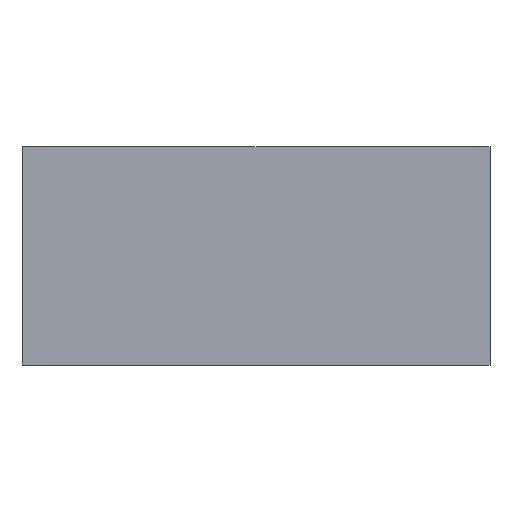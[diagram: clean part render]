
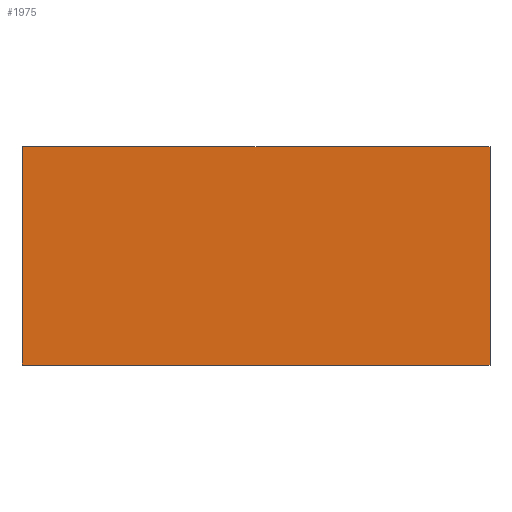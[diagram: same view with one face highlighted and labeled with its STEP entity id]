
A CAD part, top view. The second image highlights one B-rep face of the part: STEP entity #1975.
In plain terms, the highlighted planar face has unit normal (0, 0, 1).
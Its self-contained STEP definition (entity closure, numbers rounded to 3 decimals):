
#588 = PLANE('',#589);
#589 = AXIS2_PLACEMENT_3D('',#590,#591,#592);
#590 = CARTESIAN_POINT('',(750.,250.,-600.));
#591 = DIRECTION('',(1.,0.,0.));
#592 = DIRECTION('',(0.,0.,1.));
#949 = VERTEX_POINT('',#950);
#950 = CARTESIAN_POINT('',(750.,350.,25.));
#964 = PLANE('',#965);
#965 = AXIS2_PLACEMENT_3D('',#966,#967,#968);
#966 = CARTESIAN_POINT('',(-750.,350.,-700.));
#967 = DIRECTION('',(0.,1.,0.));
#968 = DIRECTION('',(0.,0.,1.));
#976 = EDGE_CURVE('',#977,#949,#979,.T.);
#977 = VERTEX_POINT('',#978);
#978 = CARTESIAN_POINT('',(750.,-350.,25.));
#979 = SURFACE_CURVE('',#980,(#984,#991),.PCURVE_S1.);
#980 = LINE('',#981,#982);
#981 = CARTESIAN_POINT('',(750.,-350.,25.));
#982 = VECTOR('',#983,1.);
#983 = DIRECTION('',(0.,1.,0.));
#984 = PCURVE('',#588,#985);
#985 = DEFINITIONAL_REPRESENTATION('',(#986),#990);
#986 = LINE('',#987,#988);
#987 = CARTESIAN_POINT('',(625.,600.));
#988 = VECTOR('',#989,1.);
#989 = DIRECTION('',(0.,-1.));
#990 = ( GEOMETRIC_REPRESENTATION_CONTEXT(2) 
PARAMETRIC_REPRESENTATION_CONTEXT() REPRESENTATION_CONTEXT('2D SPACE',''
  ) );
#991 = PCURVE('',#992,#997);
#992 = PLANE('',#993);
#993 = AXIS2_PLACEMENT_3D('',#994,#995,#996);
#994 = CARTESIAN_POINT('',(-750.,-350.,25.));
#995 = DIRECTION('',(0.,0.,1.));
#996 = DIRECTION('',(1.,0.,0.));
#997 = DEFINITIONAL_REPRESENTATION('',(#998),#1002);
#998 = LINE('',#999,#1000);
#999 = CARTESIAN_POINT('',(1500.,0.));
#1000 = VECTOR('',#1001,1.);
#1001 = DIRECTION('',(0.,1.));
#1002 = ( GEOMETRIC_REPRESENTATION_CONTEXT(2) 
PARAMETRIC_REPRESENTATION_CONTEXT() REPRESENTATION_CONTEXT('2D SPACE',''
  ) );
#1020 = PLANE('',#1021);
#1021 = AXIS2_PLACEMENT_3D('',#1022,#1023,#1024);
#1022 = CARTESIAN_POINT('',(-750.,-350.,-700.));
#1023 = DIRECTION('',(0.,1.,0.));
#1024 = DIRECTION('',(0.,0.,1.));
#1904 = VERTEX_POINT('',#1905);
#1905 = CARTESIAN_POINT('',(-750.,350.,25.));
#1919 = PLANE('',#1920);
#1920 = AXIS2_PLACEMENT_3D('',#1921,#1922,#1923);
#1921 = CARTESIAN_POINT('',(-750.,-350.,-700.));
#1922 = DIRECTION('',(1.,0.,0.));
#1923 = DIRECTION('',(0.,0.,1.));
#1931 = EDGE_CURVE('',#1904,#949,#1932,.T.);
#1932 = SURFACE_CURVE('',#1933,(#1937,#1944),.PCURVE_S1.);
#1933 = LINE('',#1934,#1935);
#1934 = CARTESIAN_POINT('',(-750.,350.,25.));
#1935 = VECTOR('',#1936,1.);
#1936 = DIRECTION('',(1.,0.,0.));
#1937 = PCURVE('',#964,#1938);
#1938 = DEFINITIONAL_REPRESENTATION('',(#1939),#1943);
#1939 = LINE('',#1940,#1941);
#1940 = CARTESIAN_POINT('',(725.,0.));
#1941 = VECTOR('',#1942,1.);
#1942 = DIRECTION('',(0.,1.));
#1943 = ( GEOMETRIC_REPRESENTATION_CONTEXT(2) 
PARAMETRIC_REPRESENTATION_CONTEXT() REPRESENTATION_CONTEXT('2D SPACE',''
  ) );
#1944 = PCURVE('',#992,#1945);
#1945 = DEFINITIONAL_REPRESENTATION('',(#1946),#1950);
#1946 = LINE('',#1947,#1948);
#1947 = CARTESIAN_POINT('',(0.,700.));
#1948 = VECTOR('',#1949,1.);
#1949 = DIRECTION('',(1.,0.));
#1950 = ( GEOMETRIC_REPRESENTATION_CONTEXT(2) 
PARAMETRIC_REPRESENTATION_CONTEXT() REPRESENTATION_CONTEXT('2D SPACE',''
  ) );
#1975 = ADVANCED_FACE('',(#1976),#992,.T.);
#1976 = FACE_BOUND('',#1977,.T.);
#1977 = EDGE_LOOP('',(#1978,#2001,#2022,#2023));
#1978 = ORIENTED_EDGE('',*,*,#1979,.F.);
#1979 = EDGE_CURVE('',#1980,#1904,#1982,.T.);
#1980 = VERTEX_POINT('',#1981);
#1981 = CARTESIAN_POINT('',(-750.,-350.,25.));
#1982 = SURFACE_CURVE('',#1983,(#1987,#1994),.PCURVE_S1.);
#1983 = LINE('',#1984,#1985);
#1984 = CARTESIAN_POINT('',(-750.,-350.,25.));
#1985 = VECTOR('',#1986,1.);
#1986 = DIRECTION('',(0.,1.,0.));
#1987 = PCURVE('',#992,#1988);
#1988 = DEFINITIONAL_REPRESENTATION('',(#1989),#1993);
#1989 = LINE('',#1990,#1991);
#1990 = CARTESIAN_POINT('',(0.,0.));
#1991 = VECTOR('',#1992,1.);
#1992 = DIRECTION('',(0.,1.));
#1993 = ( GEOMETRIC_REPRESENTATION_CONTEXT(2) 
PARAMETRIC_REPRESENTATION_CONTEXT() REPRESENTATION_CONTEXT('2D SPACE',''
  ) );
#1994 = PCURVE('',#1919,#1995);
#1995 = DEFINITIONAL_REPRESENTATION('',(#1996),#2000);
#1996 = LINE('',#1997,#1998);
#1997 = CARTESIAN_POINT('',(725.,0.));
#1998 = VECTOR('',#1999,1.);
#1999 = DIRECTION('',(0.,-1.));
#2000 = ( GEOMETRIC_REPRESENTATION_CONTEXT(2) 
PARAMETRIC_REPRESENTATION_CONTEXT() REPRESENTATION_CONTEXT('2D SPACE',''
  ) );
#2001 = ORIENTED_EDGE('',*,*,#2002,.T.);
#2002 = EDGE_CURVE('',#1980,#977,#2003,.T.);
#2003 = SURFACE_CURVE('',#2004,(#2008,#2015),.PCURVE_S1.);
#2004 = LINE('',#2005,#2006);
#2005 = CARTESIAN_POINT('',(-750.,-350.,25.));
#2006 = VECTOR('',#2007,1.);
#2007 = DIRECTION('',(1.,0.,0.));
#2008 = PCURVE('',#992,#2009);
#2009 = DEFINITIONAL_REPRESENTATION('',(#2010),#2014);
#2010 = LINE('',#2011,#2012);
#2011 = CARTESIAN_POINT('',(0.,0.));
#2012 = VECTOR('',#2013,1.);
#2013 = DIRECTION('',(1.,0.));
#2014 = ( GEOMETRIC_REPRESENTATION_CONTEXT(2) 
PARAMETRIC_REPRESENTATION_CONTEXT() REPRESENTATION_CONTEXT('2D SPACE',''
  ) );
#2015 = PCURVE('',#1020,#2016);
#2016 = DEFINITIONAL_REPRESENTATION('',(#2017),#2021);
#2017 = LINE('',#2018,#2019);
#2018 = CARTESIAN_POINT('',(725.,0.));
#2019 = VECTOR('',#2020,1.);
#2020 = DIRECTION('',(0.,1.));
#2021 = ( GEOMETRIC_REPRESENTATION_CONTEXT(2) 
PARAMETRIC_REPRESENTATION_CONTEXT() REPRESENTATION_CONTEXT('2D SPACE',''
  ) );
#2022 = ORIENTED_EDGE('',*,*,#976,.T.);
#2023 = ORIENTED_EDGE('',*,*,#1931,.F.);
